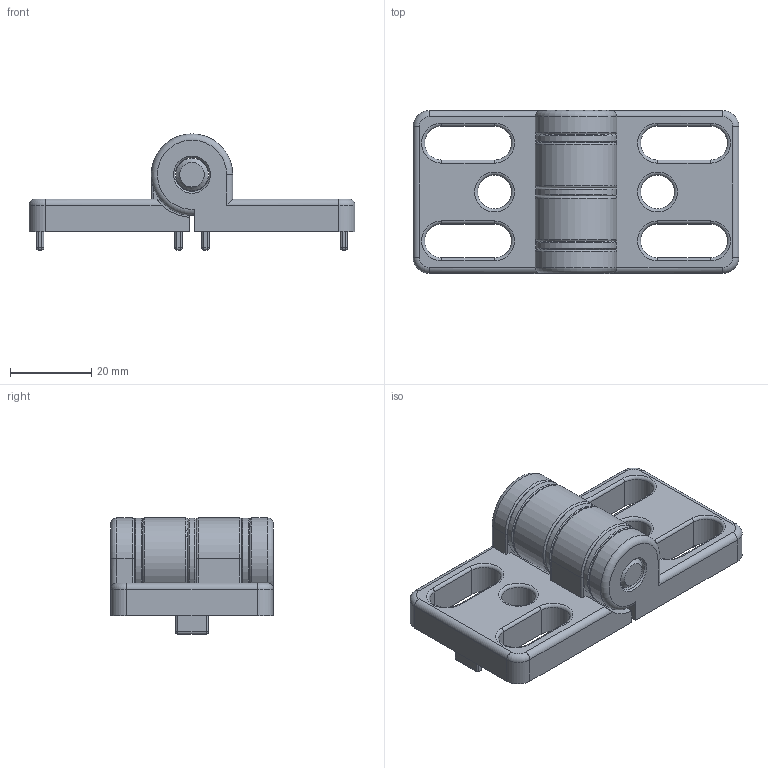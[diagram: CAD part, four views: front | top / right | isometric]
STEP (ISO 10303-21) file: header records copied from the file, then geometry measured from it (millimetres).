
FILE_DESCRIPTION(/* description */ ('STEP AP214'),/* implementation_level */ '2;1');
FILE_NAME(/* name */ '1025288.stp',/* time_stamp */ '2024-05-29T11:20:24+02:00',/* author */ ('b.steehouwer'),/* organization */ ('CADENAS'),/* preprocessor_version */ 'ST-DEVELOPER v18.1',/* originating_system */ 'Autodesk Inventor 2021',/* authorisation */ ' ');
FILE_SCHEMA (('AUTOMOTIVE_DESIGN { 1 0 10303 214 3 1 1 }'));
Length unit declared in the file: millimetre
Products named in the file (7): 1025288; 1025288-1; 1025288-2; 1025288-3; 1025288-4; 1025288-5; 1025288-6
Assembly tree (6 placements, depth 2):
  1025288
    1025288-1
    1025288-2
    1025288-3
    1025288-4
    1025288-5
    1025288-6
Bounding box: 80 x 40 x 28.49 mm (x, y, z)
Volume: 29482.8 mm3; surface area: 16930 mm2
Topology: 6 solids, 6 shells, 219 faces, 521 edges, 306 vertices
Faces by surface type: cylinder 90, plane 78, torus 25, sphere 16, cone 10
Full cylindrical faces by diameter (mm): 8 x4, 8.2 x3, 8.3 x6, 19.8 x3
Entity records: 6579 total; most frequent: DIRECTION 1180, CARTESIAN_POINT 1133, ORIENTED_EDGE 1010, EDGE_CURVE 505, AXIS2_PLACEMENT_3D 453, VERTEX_POINT 306, LINE 274, VECTOR 274
